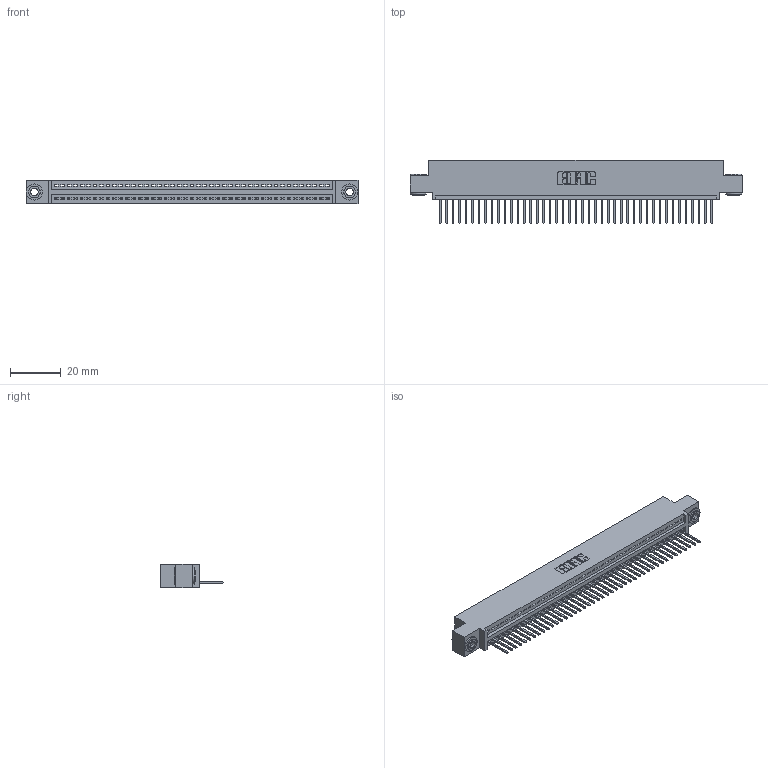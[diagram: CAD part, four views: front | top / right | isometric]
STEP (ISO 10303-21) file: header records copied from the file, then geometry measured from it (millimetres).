
FILE_DESCRIPTION (( 'STEP AP203' ), '1' );
FILE_NAME ('345-043-523-403.STEP', '2019-10-08T16:18:23', ( '' ), ( '' ), 'SwSTEP 2.0', 'SolidWorks 2016', '' );
FILE_SCHEMA (( 'CONFIG_CONTROL_DESIGN' ));
Length unit declared in the file: inch
Products named in the file (4): 345 Part_0.110 Offset - 0.156 Dia-TH; 345-292-001_345-293-123; 345-043-523-403; 345-250-002_345-250-002-102
Assembly tree (46 placements, depth 2):
  345-043-523-403
    345 Part_0.110 Offset - 0.156 Dia-TH
    345-292-001_345-293-123  x43
    345-250-002_345-250-002-102  x2
Bounding box: 130.43 x 24.82 x 9.4 mm (x, y, z)
Volume: 12325.9 mm3; surface area: 16736.8 mm2
Topology: 46 solids, 46 shells, 2662 faces, 7997 edges, 5270 vertices
Faces by surface type: plane 1814, cylinder 840, cone 8
Entity records: 33028 total; most frequent: CARTESIAN_POINT 5700, ORIENTED_EDGE 5670, DIRECTION 5007, EDGE_CURVE 2835, LINE 2507, VECTOR 2507, VERTEX_POINT 1886, AXIS2_PLACEMENT_3D 1250
